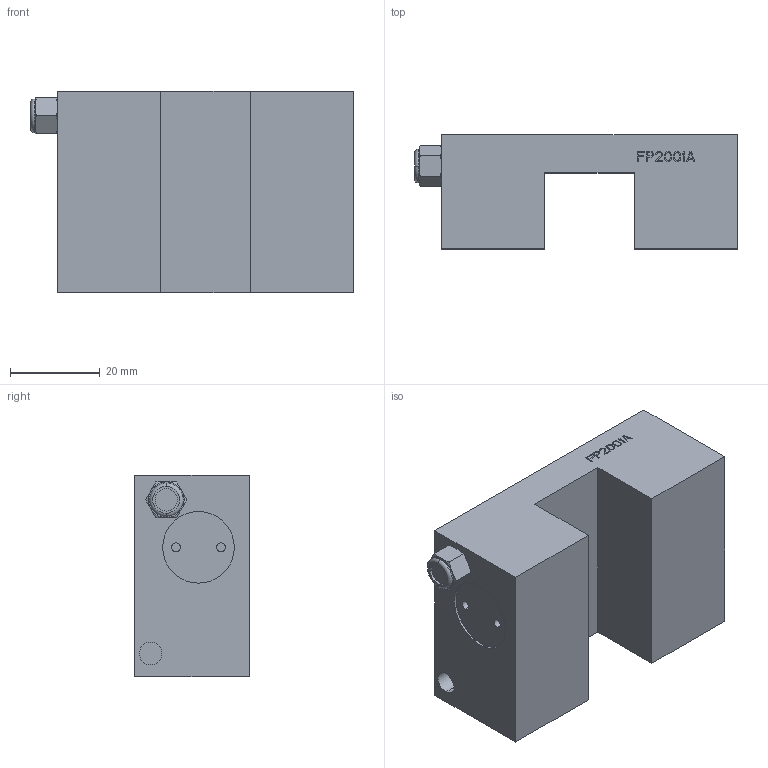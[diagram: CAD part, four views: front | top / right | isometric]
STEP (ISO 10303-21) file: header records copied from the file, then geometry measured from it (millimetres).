
FILE_DESCRIPTION((''),'2;1');
FILE_NAME('FP2001A','2023-06-25T20:43:02',('lx'),(''),'CREO PARAMETRIC BY PTC INC, 2018100','CREO PARAMETRIC BY PTC INC, 2018100','');
FILE_SCHEMA(('CONFIG_CONTROL_DESIGN'));
Length unit declared in the file: millimetre
Products named in the file (1): FP2001A
Bounding box: 72 x 25.5 x 45 mm (x, y, z)
Volume: 59362.2 mm3; surface area: 13623.8 mm2
Topology: 1 solids, 2 shells, 285 faces, 732 edges, 483 vertices
Faces by surface type: plane 219, cylinder 46, cone 16, torus 2, sphere 2
Entity records: 8660 total; most frequent: CARTESIAN_POINT 1612, ORIENTED_EDGE 1460, DIRECTION 1398, EDGE_CURVE 730, VECTOR 584, LINE 584, VERTEX_POINT 483, AXIS2_PLACEMENT_3D 407
